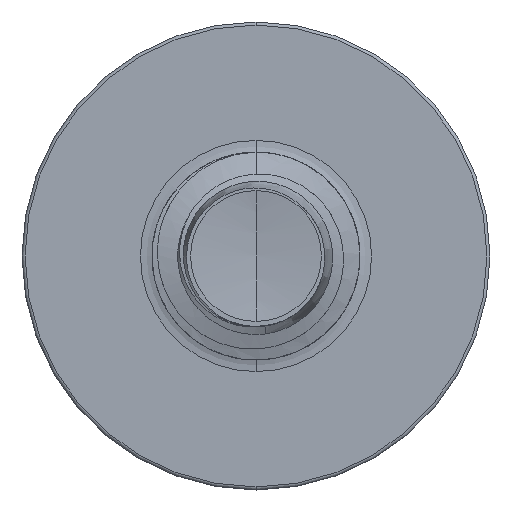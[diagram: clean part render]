
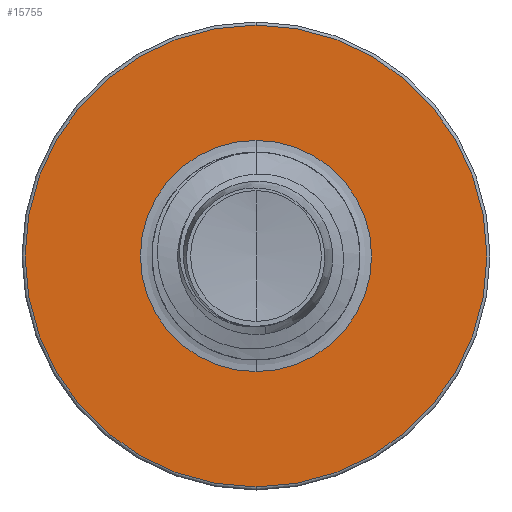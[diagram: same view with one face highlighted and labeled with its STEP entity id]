
A CAD part, front view. The second image highlights one B-rep face of the part: STEP entity #15755.
In plain terms, the highlighted planar face has unit normal (0, -1, 0).
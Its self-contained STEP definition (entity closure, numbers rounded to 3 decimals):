
#9 = VERTEX_POINT ( 'NONE', #11580 ) ;
#228 = AXIS2_PLACEMENT_3D ( 'NONE', #17722, #9778, #19172 ) ;
#1190 = CIRCLE ( 'NONE', #14149, 2.22 ) ;
#1984 = CARTESIAN_POINT ( 'NONE',  ( 0., 5., 0. ) ) ;
#2699 = CARTESIAN_POINT ( 'NONE',  ( 0., 5., -2.22 ) ) ;
#3629 = DIRECTION ( 'NONE',  ( 0., 1., 0. ) ) ;
#3809 = DIRECTION ( 'NONE',  ( 0., 0., 1. ) ) ;
#4144 = CARTESIAN_POINT ( 'NONE',  ( 0., 5., 0. ) ) ;
#5071 = ORIENTED_EDGE ( 'NONE', *, *, #18673, .F. ) ;
#5124 = EDGE_LOOP ( 'NONE', ( #12170, #7468 ) ) ;
#5384 = CIRCLE ( 'NONE', #14882, 1.112 ) ;
#5824 = DIRECTION ( 'NONE',  ( 0., 0., 1. ) ) ;
#5989 = DIRECTION ( 'NONE',  ( 0., 1., 0. ) ) ;
#6166 = CARTESIAN_POINT ( 'NONE',  ( 0., 5., 1.112 ) ) ;
#7468 = ORIENTED_EDGE ( 'NONE', *, *, #17716, .T. ) ;
#9224 = FACE_OUTER_BOUND ( 'NONE', #18939, .T. ) ;
#9258 = CARTESIAN_POINT ( 'NONE',  ( 0., 5., -1.112 ) ) ;
#9778 = DIRECTION ( 'NONE',  ( 0., 1., 0. ) ) ;
#10111 = VERTEX_POINT ( 'NONE', #17149 ) ;
#11282 = EDGE_CURVE ( 'NONE', #15842, #9, #15883, .T. ) ;
#11580 = CARTESIAN_POINT ( 'NONE',  ( 0., 5., 2.22 ) ) ;
#12117 = AXIS2_PLACEMENT_3D ( 'NONE', #9258, #5989, #16125 ) ;
#12170 = ORIENTED_EDGE ( 'NONE', *, *, #12281, .T. ) ;
#12281 = EDGE_CURVE ( 'NONE', #14643, #10111, #5384, .T. ) ;
#12826 = CIRCLE ( 'NONE', #228, 1.112 ) ;
#13016 = CARTESIAN_POINT ( 'NONE',  ( 0., 5., 0. ) ) ;
#13146 = DIRECTION ( 'NONE',  ( 0., 1., 0. ) ) ;
#14037 = ORIENTED_EDGE ( 'NONE', *, *, #11282, .F. ) ;
#14149 = AXIS2_PLACEMENT_3D ( 'NONE', #4144, #14748, #5824 ) ;
#14354 = DIRECTION ( 'NONE',  ( 0., 0., 1. ) ) ;
#14643 = VERTEX_POINT ( 'NONE', #6166 ) ;
#14748 = DIRECTION ( 'NONE',  ( 0., 1., 0. ) ) ;
#14874 = PLANE ( 'NONE',  #12117 ) ;
#14882 = AXIS2_PLACEMENT_3D ( 'NONE', #13016, #3629, #14354 ) ;
#15755 = ADVANCED_FACE ( 'NONE', ( #9224, #16067 ), #14874, .F. ) ;
#15842 = VERTEX_POINT ( 'NONE', #2699 ) ;
#15883 = CIRCLE ( 'NONE', #17671, 2.22 ) ;
#16067 = FACE_BOUND ( 'NONE', #5124, .T. ) ;
#16125 = DIRECTION ( 'NONE',  ( 0., 0., 1. ) ) ;
#17149 = CARTESIAN_POINT ( 'NONE',  ( 0., 5., -1.112 ) ) ;
#17671 = AXIS2_PLACEMENT_3D ( 'NONE', #1984, #13146, #3809 ) ;
#17716 = EDGE_CURVE ( 'NONE', #10111, #14643, #12826, .T. ) ;
#17722 = CARTESIAN_POINT ( 'NONE',  ( 0., 5., 0. ) ) ;
#18673 = EDGE_CURVE ( 'NONE', #9, #15842, #1190, .T. ) ;
#18939 = EDGE_LOOP ( 'NONE', ( #5071, #14037 ) ) ;
#19172 = DIRECTION ( 'NONE',  ( 0., 0., 1. ) ) ;
